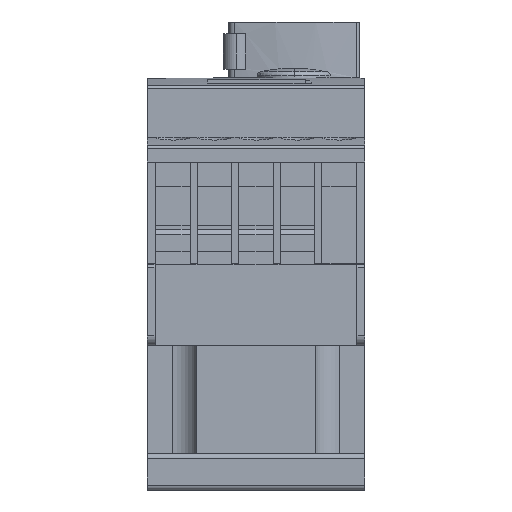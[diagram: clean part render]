
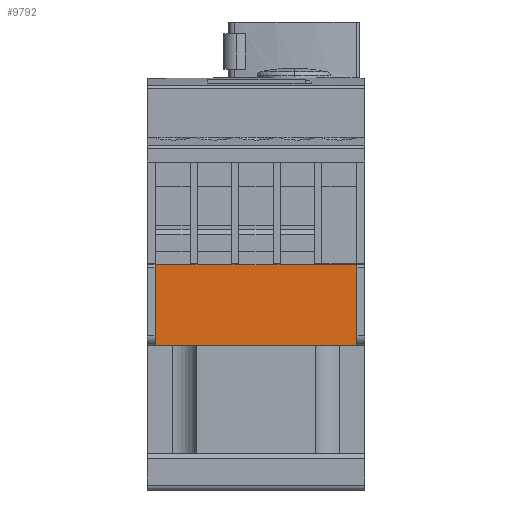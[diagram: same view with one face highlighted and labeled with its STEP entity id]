
A CAD part, front view. The second image highlights one B-rep face of the part: STEP entity #9792.
In plain terms, the highlighted planar face has unit normal (0, -1, 0).
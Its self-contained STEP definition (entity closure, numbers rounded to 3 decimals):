
#9792=ADVANCED_FACE('',(#27804),#27805,.F.);
#17416=VERTEX_POINT('',#36401);
#17500=VERTEX_POINT('',#36485);
#17504=EDGE_CURVE('',#17500,#17416,#36489,.T.);
#17526=VERTEX_POINT('',#36511);
#17566=VERTEX_POINT('',#36551);
#17606=VERTEX_POINT('',#36591);
#17994=VERTEX_POINT('',#36979);
#17998=VERTEX_POINT('',#36983);
#18000=EDGE_CURVE('',#17998,#17994,#36985,.T.);
#18008=VERTEX_POINT('',#36993);
#18034=VERTEX_POINT('',#37019);
#18038=EDGE_CURVE('',#18008,#18034,#37023,.T.);
#18268=EDGE_CURVE('',#17994,#18008,#37253,.T.);
#18270=VERTEX_POINT('',#37255);
#18272=EDGE_CURVE('',#18034,#18270,#37257,.T.);
#18274=EDGE_CURVE('',#17416,#18270,#37259,.T.);
#18276=VERTEX_POINT('',#37261);
#18278=EDGE_CURVE('',#18276,#17500,#37263,.T.);
#18280=EDGE_CURVE('',#17526,#18276,#37265,.T.);
#18282=VERTEX_POINT('',#37267);
#18284=EDGE_CURVE('',#18282,#17526,#37269,.T.);
#18286=EDGE_CURVE('',#17566,#18282,#37271,.T.);
#18288=VERTEX_POINT('',#37273);
#18290=EDGE_CURVE('',#18288,#17566,#37275,.T.);
#18292=EDGE_CURVE('',#17606,#18288,#37277,.T.);
#18294=EDGE_CURVE('',#17998,#17606,#37279,.T.);
#27804=FACE_OUTER_BOUND('',#46779,.T.);
#27805=PLANE('',#46780);
#36401=CARTESIAN_POINT('',(34.8,4.75,46.6));
#36485=CARTESIAN_POINT('',(27.5,4.75,46.6));
#36489=LINE('',#59144,#59145);
#36511=CARTESIAN_POINT('',(18.9,4.75,46.6));
#36551=CARTESIAN_POINT('',(10.3,4.75,46.6));
#36591=CARTESIAN_POINT('',(1.6,4.75,46.6));
#36979=CARTESIAN_POINT('',(10.17,4.75,30.));
#36983=CARTESIAN_POINT('',(1.6,4.75,30.));
#36985=LINE('',#59949,#59950);
#36993=CARTESIAN_POINT('',(34.83,4.75,30.));
#37019=CARTESIAN_POINT('',(43.4,4.75,30.));
#37023=LINE('',#60010,#60011);
#37253=LINE('',#60344,#60345);
#37255=CARTESIAN_POINT('',(43.4,4.75,46.6));
#37257=LINE('',#60350,#60351);
#37259=LINE('',#60354,#60355);
#37261=CARTESIAN_POINT('',(26.1,4.75,46.6));
#37263=LINE('',#60360,#60361);
#37265=LINE('',#60364,#60365);
#37267=CARTESIAN_POINT('',(17.5,4.75,46.6));
#37269=LINE('',#60370,#60371);
#37271=LINE('',#60374,#60375);
#37273=CARTESIAN_POINT('',(8.9,4.75,46.6));
#37275=LINE('',#60380,#60381);
#37277=LINE('',#60384,#60385);
#37279=LINE('',#60388,#60389);
#46779=EDGE_LOOP('',(#78403,#78404,#78405,#78406,#78407,#78408,#78409,#78410,#78411,#78412,#78413,#78414,#78415));
#46780=AXIS2_PLACEMENT_3D('',#78416,#78417,#78418);
#59144=CARTESIAN_POINT('',(0.0,4.75,46.6));
#59145=VECTOR('',#89961,1.0);
#59949=CARTESIAN_POINT('',(12.05,4.75,30.));
#59950=VECTOR('',#90133,1.0);
#60010=CARTESIAN_POINT('',(12.05,4.75,30.));
#60011=VECTOR('',#90147,1.0);
#60344=CARTESIAN_POINT('',(0.0,4.75,30.));
#60345=VECTOR('',#90254,1.0);
#60350=CARTESIAN_POINT('',(43.4,4.75,27.));
#60351=VECTOR('',#90255,1.0);
#60354=CARTESIAN_POINT('',(0.0,4.75,46.6));
#60355=VECTOR('',#90256,1.0);
#60360=CARTESIAN_POINT('',(0.0,4.75,46.6));
#60361=VECTOR('',#90257,1.0);
#60364=CARTESIAN_POINT('',(0.0,4.75,46.6));
#60365=VECTOR('',#90258,1.0);
#60370=CARTESIAN_POINT('',(0.0,4.75,46.6));
#60371=VECTOR('',#90259,1.0);
#60374=CARTESIAN_POINT('',(0.0,4.75,46.6));
#60375=VECTOR('',#90260,1.0);
#60380=CARTESIAN_POINT('',(0.0,4.75,46.6));
#60381=VECTOR('',#90261,1.0);
#60384=CARTESIAN_POINT('',(0.0,4.75,46.6));
#60385=VECTOR('',#90262,1.0);
#60388=CARTESIAN_POINT('',(1.6,4.75,27.));
#60389=VECTOR('',#90263,1.0);
#78403=ORIENTED_EDGE('',*,*,#18038,.T.);
#78404=ORIENTED_EDGE('',*,*,#18272,.T.);
#78405=ORIENTED_EDGE('',*,*,#18274,.F.);
#78406=ORIENTED_EDGE('',*,*,#17504,.F.);
#78407=ORIENTED_EDGE('',*,*,#18278,.F.);
#78408=ORIENTED_EDGE('',*,*,#18280,.F.);
#78409=ORIENTED_EDGE('',*,*,#18284,.F.);
#78410=ORIENTED_EDGE('',*,*,#18286,.F.);
#78411=ORIENTED_EDGE('',*,*,#18290,.F.);
#78412=ORIENTED_EDGE('',*,*,#18292,.F.);
#78413=ORIENTED_EDGE('',*,*,#18294,.F.);
#78414=ORIENTED_EDGE('',*,*,#18000,.T.);
#78415=ORIENTED_EDGE('',*,*,#18268,.T.);
#78416=CARTESIAN_POINT('',(1.6,4.75,27.));
#78417=DIRECTION('',(-0.0,1.0,0.0));
#78418=DIRECTION('',(1.0,0.0,0.0));
#89961=DIRECTION('',(1.0,0.0,0.0));
#90133=DIRECTION('',(1.0,0.0,0.0));
#90147=DIRECTION('',(1.0,0.0,0.0));
#90254=DIRECTION('',(1.0,0.0,0.0));
#90255=DIRECTION('',(0.0,0.0,1.0));
#90256=DIRECTION('',(1.0,0.0,0.0));
#90257=DIRECTION('',(1.0,0.0,0.0));
#90258=DIRECTION('',(1.0,0.0,0.0));
#90259=DIRECTION('',(1.0,0.0,0.0));
#90260=DIRECTION('',(1.0,0.0,0.0));
#90261=DIRECTION('',(1.0,0.0,0.0));
#90262=DIRECTION('',(1.0,0.0,0.0));
#90263=DIRECTION('',(0.0,0.0,1.0));
